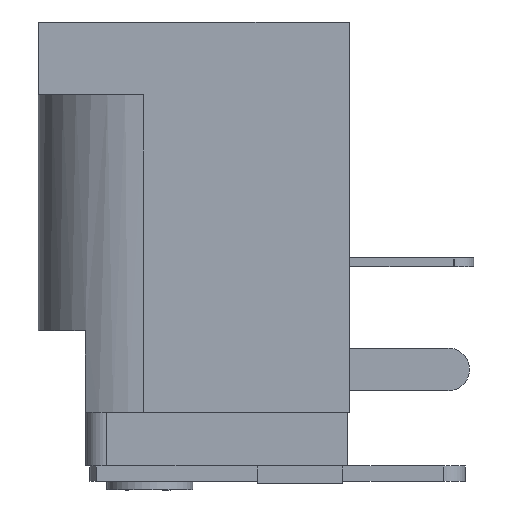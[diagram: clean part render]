
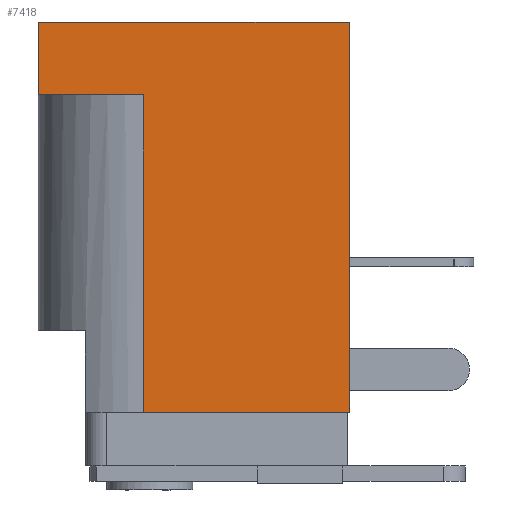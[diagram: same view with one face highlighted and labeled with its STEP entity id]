
A CAD part, left-side view. The second image highlights one B-rep face of the part: STEP entity #7418.
In plain terms, the highlighted planar face has unit normal (-1, 0, 0).
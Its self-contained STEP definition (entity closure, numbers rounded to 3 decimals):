
#237 = VECTOR ( 'NONE', #5872, 1000. ) ;
#338 = LINE ( 'NONE', #5596, #237 ) ;
#580 = LINE ( 'NONE', #6167, #5372 ) ;
#781 = LINE ( 'NONE', #5625, #7974 ) ;
#902 = CARTESIAN_POINT ( 'NONE',  ( -2.45, 4.8, 0. ) ) ;
#922 = ORIENTED_EDGE ( 'NONE', *, *, #6153, .T. ) ;
#1318 = EDGE_CURVE ( 'NONE', #4979, #2399, #1448, .T. ) ;
#1333 = DIRECTION ( 'NONE',  ( 0., -1., 0. ) ) ;
#1448 = LINE ( 'NONE', #5601, #6797 ) ;
#1647 = CARTESIAN_POINT ( 'NONE',  ( -2.45, 7.25, 7.4 ) ) ;
#1687 = ORIENTED_EDGE ( 'NONE', *, *, #1318, .F. ) ;
#1737 = CARTESIAN_POINT ( 'NONE',  ( -2.45, 4.8, 9.1 ) ) ;
#2051 = CARTESIAN_POINT ( 'NONE',  ( -2.45, 0., 0. ) ) ;
#2152 = FACE_OUTER_BOUND ( 'NONE', #3513, .T. ) ;
#2173 = DIRECTION ( 'NONE',  ( -1., 0., 0. ) ) ;
#2174 = DIRECTION ( 'NONE',  ( 0., 0., -1. ) ) ;
#2399 = VERTEX_POINT ( 'NONE', #5264 ) ;
#2618 = ORIENTED_EDGE ( 'NONE', *, *, #3037, .T. ) ;
#3037 = EDGE_CURVE ( 'NONE', #3140, #3572, #5807, .T. ) ;
#3140 = VERTEX_POINT ( 'NONE', #6732 ) ;
#3244 = AXIS2_PLACEMENT_3D ( 'NONE', #902, #2173, #4692 ) ;
#3281 = VECTOR ( 'NONE', #2174, 1000. ) ;
#3313 = ORIENTED_EDGE ( 'NONE', *, *, #6575, .T. ) ;
#3513 = EDGE_LOOP ( 'NONE', ( #5804, #2618, #3313, #3645, #922, #1687 ) ) ;
#3572 = VERTEX_POINT ( 'NONE', #3671 ) ;
#3638 = CARTESIAN_POINT ( 'NONE',  ( -2.45, 0., 9.1 ) ) ;
#3645 = ORIENTED_EDGE ( 'NONE', *, *, #4305, .T. ) ;
#3671 = CARTESIAN_POINT ( 'NONE',  ( -2.45, 4.8, 0. ) ) ;
#4305 = EDGE_CURVE ( 'NONE', #6947, #5794, #580, .T. ) ;
#4579 = LINE ( 'NONE', #1737, #6680 ) ;
#4692 = DIRECTION ( 'NONE',  ( 0., 0., 1. ) ) ;
#4975 = DIRECTION ( 'NONE',  ( 0., 0., 1. ) ) ;
#4979 = VERTEX_POINT ( 'NONE', #1647 ) ;
#5264 = CARTESIAN_POINT ( 'NONE',  ( -2.45, 7.25, 9.1 ) ) ;
#5288 = PLANE ( 'NONE',  #3244 ) ;
#5372 = VECTOR ( 'NONE', #4975, 1000. ) ;
#5596 = CARTESIAN_POINT ( 'NONE',  ( -2.45, 4.8, 0. ) ) ;
#5601 = CARTESIAN_POINT ( 'NONE',  ( -2.45, 7.25, 7.4 ) ) ;
#5625 = CARTESIAN_POINT ( 'NONE',  ( -2.45, 4.8, 7.4 ) ) ;
#5794 = VERTEX_POINT ( 'NONE', #3638 ) ;
#5804 = ORIENTED_EDGE ( 'NONE', *, *, #7251, .T. ) ;
#5807 = LINE ( 'NONE', #6548, #3281 ) ;
#5872 = DIRECTION ( 'NONE',  ( 0., -1., 0. ) ) ;
#6153 = EDGE_CURVE ( 'NONE', #5794, #2399, #4579, .T. ) ;
#6167 = CARTESIAN_POINT ( 'NONE',  ( -2.45, 0., 0. ) ) ;
#6548 = CARTESIAN_POINT ( 'NONE',  ( -2.45, 4.8, 0. ) ) ;
#6575 = EDGE_CURVE ( 'NONE', #3572, #6947, #338, .T. ) ;
#6680 = VECTOR ( 'NONE', #7289, 1000. ) ;
#6732 = CARTESIAN_POINT ( 'NONE',  ( -2.45, 4.8, 7.4 ) ) ;
#6797 = VECTOR ( 'NONE', #6882, 1000. ) ;
#6882 = DIRECTION ( 'NONE',  ( 0., 0., 1. ) ) ;
#6947 = VERTEX_POINT ( 'NONE', #2051 ) ;
#7251 = EDGE_CURVE ( 'NONE', #4979, #3140, #781, .T. ) ;
#7289 = DIRECTION ( 'NONE',  ( 0., 1., 0. ) ) ;
#7418 = ADVANCED_FACE ( 'NONE', ( #2152 ), #5288, .T. ) ;
#7974 = VECTOR ( 'NONE', #1333, 1000. ) ;
